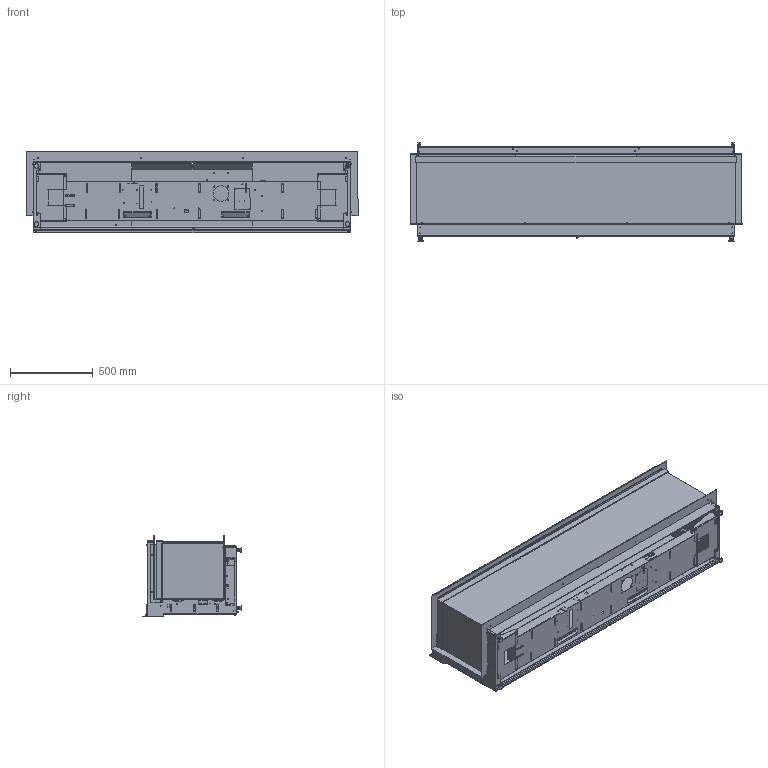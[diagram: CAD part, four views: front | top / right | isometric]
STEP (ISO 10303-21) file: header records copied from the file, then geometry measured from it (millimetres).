
FILE_DESCRIPTION (( 'STEP AP203' ), '1' );
FILE_NAME ('E-ONE 190 3S zonder heater.STEP', '2023-09-14T08:58:19', ( '' ), ( '' ), 'SwSTEP 2.0', 'SolidWorks 2020', '' );
FILE_SCHEMA (( 'CONFIG_CONTROL_DESIGN' ));
Products named in the file (1): E-ONE 190 3S zonder heater
Bounding box: 2000 x 596.74 x 492.1 mm (x, y, z)
Surface area: 8844279 mm2 (no closed solid volume)
Topology: 0 solids, 258 shells, 702 faces, 4949 edges, 4398 vertices
Faces by surface type: plane 464, cylinder 155, cone 53, torus 14, bspline 14, sphere 2
Entity records: 49244 total; most frequent: CARTESIAN_POINT 12284, DIRECTION 7702, ORIENTED_EDGE 5628, EDGE_CURVE 4947, VERTEX_POINT 4398, LINE 3082, VECTOR 3082, AXIS2_PLACEMENT_3D 2310
